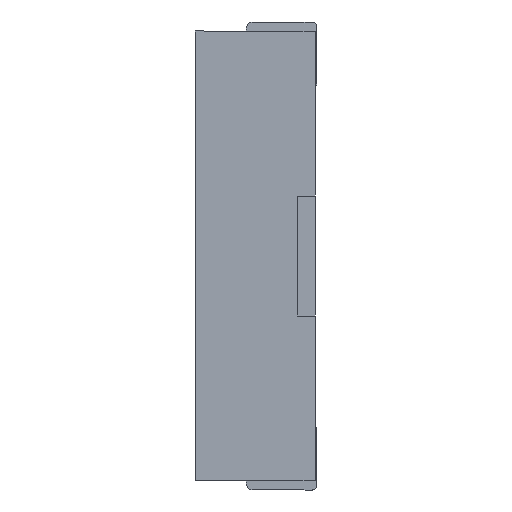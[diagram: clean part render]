
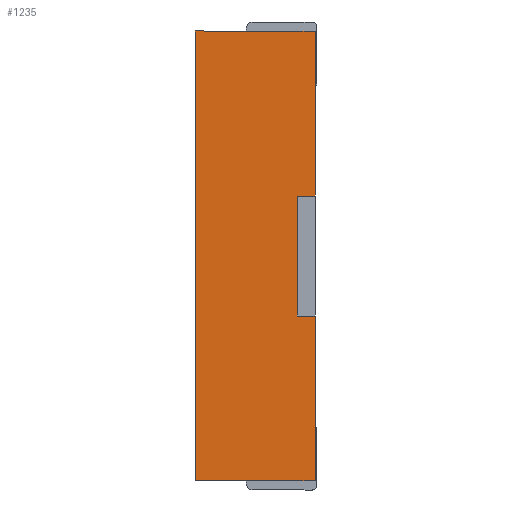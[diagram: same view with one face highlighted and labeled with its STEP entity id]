
A CAD part, left-side view. The second image highlights one B-rep face of the part: STEP entity #1235.
In plain terms, the highlighted planar face has unit normal (-1, 0, 0).
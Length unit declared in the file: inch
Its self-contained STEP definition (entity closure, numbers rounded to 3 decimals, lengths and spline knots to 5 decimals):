
#19 = FACE_OUTER_BOUND ( 'NONE', #463, .T. ) ;
#27 = PLANE ( 'NONE',  #618 ) ;
#48 = DIRECTION ( 'NONE',  ( 0., -1., 0. ) ) ;
#62 = VECTOR ( 'NONE', #1086, 39.37008 ) ;
#67 = CARTESIAN_POINT ( 'NONE',  ( -0.14764, 0.03996, 0.03996 ) ) ;
#83 = DIRECTION ( 'NONE',  ( 0., 1., 0. ) ) ;
#130 = EDGE_CURVE ( 'NONE', #935, #617, #1307, .T. ) ;
#143 = VERTEX_POINT ( 'NONE', #1236 ) ;
#144 = CARTESIAN_POINT ( 'NONE',  ( -0.14764, -0.03878, -0.10768 ) ) ;
#152 = VECTOR ( 'NONE', #48, 39.37008 ) ;
#154 = VECTOR ( 'NONE', #1016, 39.37008 ) ;
#169 = CARTESIAN_POINT ( 'NONE',  ( -0.14764, -0.02697, 0.07933 ) ) ;
#170 = VECTOR ( 'NONE', #1243, 39.37008 ) ;
#190 = EDGE_CURVE ( 'NONE', #143, #878, #936, .T. ) ;
#237 = VECTOR ( 'NONE', #478, 39.37008 ) ;
#253 = LINE ( 'NONE', #677, #62 ) ;
#254 = ORIENTED_EDGE ( 'NONE', *, *, #675, .T. ) ;
#278 = ORIENTED_EDGE ( 'NONE', *, *, #190, .F. ) ;
#281 = VECTOR ( 'NONE', #1174, 39.37008 ) ;
#317 = VERTEX_POINT ( 'NONE', #642 ) ;
#334 = VERTEX_POINT ( 'NONE', #853 ) ;
#343 = CARTESIAN_POINT ( 'NONE',  ( -0.14764, -0.03878, 0.1876 ) ) ;
#384 = ORIENTED_EDGE ( 'NONE', *, *, #130, .F. ) ;
#388 = CARTESIAN_POINT ( 'NONE',  ( -0.14764, -0.03878, 0.07933 ) ) ;
#421 = ORIENTED_EDGE ( 'NONE', *, *, #543, .T. ) ;
#422 = EDGE_CURVE ( 'NONE', #878, #1288, #541, .T. ) ;
#423 = DIRECTION ( 'NONE',  ( 1., 0., 0. ) ) ;
#436 = DIRECTION ( 'NONE',  ( 0., 1., 0. ) ) ;
#463 = EDGE_LOOP ( 'NONE', ( #384, #1171, #518, #254, #421, #971, #278, #1042 ) ) ;
#478 = DIRECTION ( 'NONE',  ( 0., 0., -1. ) ) ;
#518 = ORIENTED_EDGE ( 'NONE', *, *, #1019, .F. ) ;
#541 = LINE ( 'NONE', #973, #1010 ) ;
#543 = EDGE_CURVE ( 'NONE', #317, #1288, #653, .T. ) ;
#617 = VERTEX_POINT ( 'NONE', #169 ) ;
#618 = AXIS2_PLACEMENT_3D ( 'NONE', #1262, #423, #436 ) ;
#642 = CARTESIAN_POINT ( 'NONE',  ( -0.14764, 0.03996, -0.10768 ) ) ;
#653 = LINE ( 'NONE', #144, #152 ) ;
#672 = CARTESIAN_POINT ( 'NONE',  ( -0.14764, -0.03878, 0.00059 ) ) ;
#675 = EDGE_CURVE ( 'NONE', #334, #317, #784, .T. ) ;
#677 = CARTESIAN_POINT ( 'NONE',  ( -0.14764, -0.02697, 0.1876 ) ) ;
#724 = CARTESIAN_POINT ( 'NONE',  ( -0.14764, -0.03878, 0.1876 ) ) ;
#784 = LINE ( 'NONE', #67, #237 ) ;
#811 = LINE ( 'NONE', #724, #154 ) ;
#842 = EDGE_CURVE ( 'NONE', #1239, #935, #963, .T. ) ;
#853 = CARTESIAN_POINT ( 'NONE',  ( -0.14764, 0.03996, 0.1876 ) ) ;
#878 = VERTEX_POINT ( 'NONE', #672 ) ;
#931 = CARTESIAN_POINT ( 'NONE',  ( -0.14764, -0.03878, -0.10768 ) ) ;
#935 = VERTEX_POINT ( 'NONE', #1295 ) ;
#936 = LINE ( 'NONE', #1045, #170 ) ;
#952 = EDGE_CURVE ( 'NONE', #617, #143, #253, .T. ) ;
#963 = LINE ( 'NONE', #1256, #281 ) ;
#971 = ORIENTED_EDGE ( 'NONE', *, *, #422, .F. ) ;
#973 = CARTESIAN_POINT ( 'NONE',  ( -0.14764, -0.03878, 0.1876 ) ) ;
#1010 = VECTOR ( 'NONE', #1062, 39.37008 ) ;
#1016 = DIRECTION ( 'NONE',  ( 0., -1., 0. ) ) ;
#1019 = EDGE_CURVE ( 'NONE', #334, #1239, #811, .T. ) ;
#1042 = ORIENTED_EDGE ( 'NONE', *, *, #952, .F. ) ;
#1045 = CARTESIAN_POINT ( 'NONE',  ( -0.14764, -0.03878, 0.00059 ) ) ;
#1062 = DIRECTION ( 'NONE',  ( 0., 0., -1. ) ) ;
#1086 = DIRECTION ( 'NONE',  ( 0., 0., -1. ) ) ;
#1171 = ORIENTED_EDGE ( 'NONE', *, *, #842, .F. ) ;
#1174 = DIRECTION ( 'NONE',  ( 0., 0., -1. ) ) ;
#1235 = ADVANCED_FACE ( 'NONE', ( #19 ), #27, .F. ) ;
#1236 = CARTESIAN_POINT ( 'NONE',  ( -0.14764, -0.02697, 0.00059 ) ) ;
#1239 = VERTEX_POINT ( 'NONE', #343 ) ;
#1243 = DIRECTION ( 'NONE',  ( 0., -1., 0. ) ) ;
#1256 = CARTESIAN_POINT ( 'NONE',  ( -0.14764, -0.03878, 0.1876 ) ) ;
#1262 = CARTESIAN_POINT ( 'NONE',  ( -0.14764, -0.03878, 0.1876 ) ) ;
#1273 = VECTOR ( 'NONE', #83, 39.37008 ) ;
#1288 = VERTEX_POINT ( 'NONE', #931 ) ;
#1295 = CARTESIAN_POINT ( 'NONE',  ( -0.14764, -0.03878, 0.07933 ) ) ;
#1307 = LINE ( 'NONE', #388, #1273 ) ;
